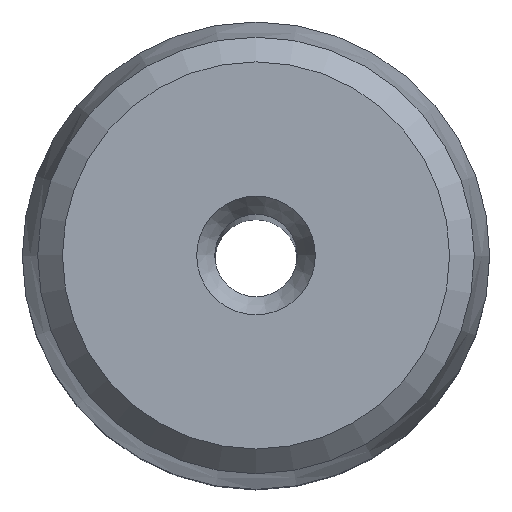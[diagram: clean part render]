
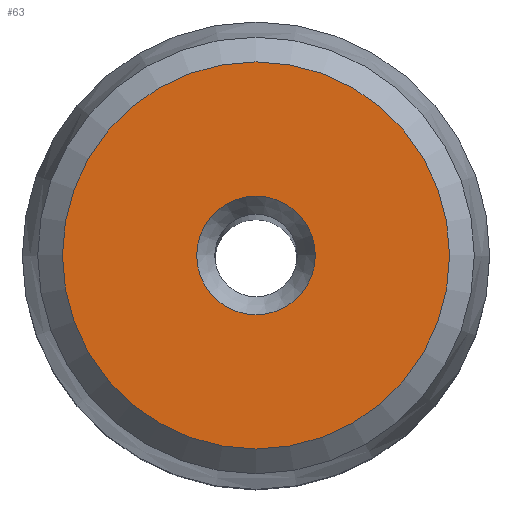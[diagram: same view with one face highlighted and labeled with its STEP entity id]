
A CAD part, top view. The second image highlights one B-rep face of the part: STEP entity #63.
In plain terms, the highlighted planar face has unit normal (0, 0, 1).
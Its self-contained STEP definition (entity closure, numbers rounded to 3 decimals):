
#63=ADVANCED_FACE('',(#98,#99),#87,.F.);
#87=PLANE('',#822);
#98=FACE_BOUND('',#130,.T.);
#99=FACE_BOUND('',#131,.T.);
#130=EDGE_LOOP('',(#170));
#131=EDGE_LOOP('',(#171));
#170=ORIENTED_EDGE('',*,*,#279,.F.);
#171=ORIENTED_EDGE('',*,*,#280,.T.);
#248=VERTEX_POINT('',#1104);
#249=VERTEX_POINT('',#1106);
#279=EDGE_CURVE('',#248,#248,#318,.T.);
#280=EDGE_CURVE('',#249,#249,#319,.T.);
#318=CIRCLE('',#820,1.8);
#319=CIRCLE('',#821,5.875);
#820=AXIS2_PLACEMENT_3D('',#1103,#930,#931);
#821=AXIS2_PLACEMENT_3D('',#1105,#932,#933);
#822=AXIS2_PLACEMENT_3D('',#1107,#934,#935);
#930=DIRECTION('',(0.,0.,1.));
#931=DIRECTION('',(-1.,0.,0.));
#932=DIRECTION('',(0.,0.,1.));
#933=DIRECTION('',(-1.,0.,0.));
#934=DIRECTION('',(0.,0.,-1.));
#935=DIRECTION('',(-1.,0.,0.));
#1103=CARTESIAN_POINT('',(0.,0.,100.));
#1104=CARTESIAN_POINT('',(-1.8,0.,100.));
#1105=CARTESIAN_POINT('',(0.,0.,100.));
#1106=CARTESIAN_POINT('',(-5.875,0.,100.));
#1107=CARTESIAN_POINT('',(0.,0.,100.));
